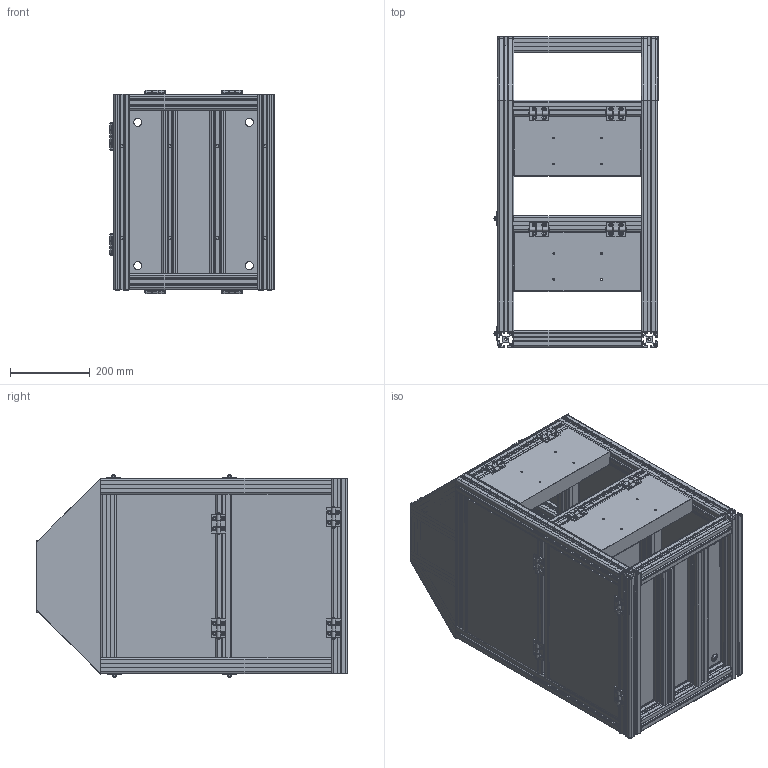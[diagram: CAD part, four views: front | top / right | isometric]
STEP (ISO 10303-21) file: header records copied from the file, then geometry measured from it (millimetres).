
FILE_DESCRIPTION (( 'STEP AP203' ), '1' );
FILE_NAME ('倰第樓馱20210422.STEP', '2021-04-22T06:21:45', ( '' ), ( '' ), 'SwSTEP 2.0', 'SolidWorks 2018', '' );
FILE_SCHEMA (( 'CONFIG_CONTROL_DESIGN' ));
Length unit declared in the file: millimetre
Products named in the file (22): BASE-R_BaseModel20210422103147; LE-8-4040W臏倰第-560_LE-8-4040W; 綴鍼踢; BASE-L_BaseModel20210422103147; 倰第樓馱20210422; LE-8-4040W臏倰第-280-45_LE-8-4040W; 磁珜; 耜鍼踢; SPACER_BaseModel20210422103147; LE-8-4040W臏倰第-450-4_LE-8-4040W; LE-8-4040W臏倰第-280_LE-8-4040W; ERING_BaseModel20210422103147; SHAFT_BaseModel20210422103147; 菁啣; 蚾饜极1^倰第樓馱20210422; LE-8-4040W臏倰第-120_LE-8-4040W; 猾啣; 鍼踢; LE-8-4040W臏倰第-370-2_LE-8-4040W; LE-8-4040W臏倰第-320_LE-8-4040W; LE-8-4040W臏倰第-370_LE-8-4040W; LE-8-4040W臏倰第-50_LE-8-4040W
Assembly tree (62 placements, depth 4):
  倰第樓馱20210422
    LE-8-4040W臏倰第-560_LE-8-4040W  x4
    LE-8-4040W臏倰第-320_LE-8-4040W  x6
    LE-8-4040W臏倰第-370_LE-8-4040W  x4
    LE-8-4040W臏倰第-280-45_LE-8-4040W  x4
    LE-8-4040W臏倰第-120_LE-8-4040W  x4
    LE-8-4040W臏倰第-50_LE-8-4040W  x2
    LE-8-4040W臏倰第-280_LE-8-4040W  x2
    LE-8-4040W臏倰第-450-4_LE-8-4040W  x2
    LE-8-4040W臏倰第-370-2_LE-8-4040W  x3
    綴鍼踢  x2
    猾啣  x2
    耜鍼踢  x4
    鍼踢  x2
    磁珜  x4
      BASE-L_BaseModel20210422103147
      BASE-R_BaseModel20210422103147
      SHAFT_BaseModel20210422103147
      SPACER_BaseModel20210422103147
      ERING_BaseModel20210422103147
    菁啣  x2
    蚾饜极1^倰第樓馱20210422  x4
      磁珜
        BASE-L_BaseModel20210422103147
        BASE-R_BaseModel20210422103147
        SHAFT_BaseModel20210422103147
        SPACER_BaseModel20210422103147  x4
        ERING_BaseModel20210422103147  x2
Bounding box: 412 x 780 x 510 mm (x, y, z)
Volume: 9675154.2 mm3; surface area: 7369064.2 mm2
Topology: 151 solids, 151 shells, 5144 faces, 14406 edges, 9572 vertices
Faces by surface type: plane 3130, cylinder 1918, cone 96
Entity records: 41788 total; most frequent: CARTESIAN_POINT 7480, ORIENTED_EDGE 6580, DIRECTION 6254, EDGE_CURVE 3290, VECTOR 2566, LINE 2566, VERTEX_POINT 2190, AXIS2_PLACEMENT_3D 1844
